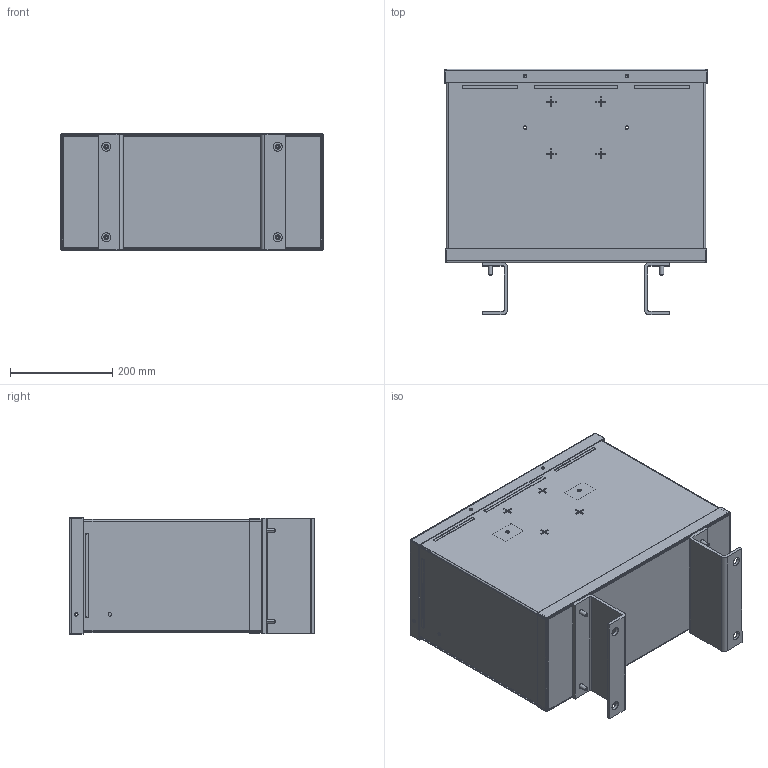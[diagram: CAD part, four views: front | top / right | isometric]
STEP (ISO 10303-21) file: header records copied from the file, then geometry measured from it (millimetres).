
FILE_DESCRIPTION (( 'STEP AP214' ), '1' );
FILE_NAME ('T3793331S.step', '2016-04-18T20:42:30', ( '' ), ( '' ), 'SwSTEP 2.0', 'SolidWorks 2015', '' );
FILE_SCHEMA (( 'AUTOMOTIVE_DESIGN' ));
Length unit declared in the file: inch
Products named in the file (1): T3793331S
Bounding box: 515.25 x 480.79 x 229 mm (x, y, z)
Volume: 1874819.5 mm3; surface area: 1976617.2 mm2
Topology: 12 solids, 12 shells, 474 faces, 1174 edges, 756 vertices
Faces by surface type: plane 312, cylinder 122, bspline 32, cone 8
Entity records: 21497 total; most frequent: CARTESIAN_POINT 3797, ORIENTED_EDGE 2348, DIRECTION 2256, EDGE_CURVE 1174, LINE 882, VECTOR 882, VERTEX_POINT 756, AXIS2_PLACEMENT_3D 687
